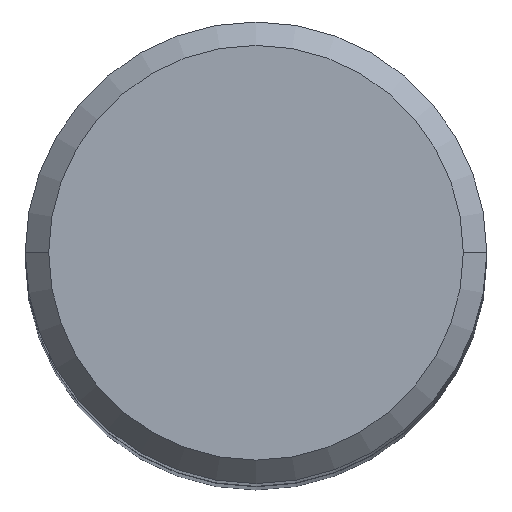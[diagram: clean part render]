
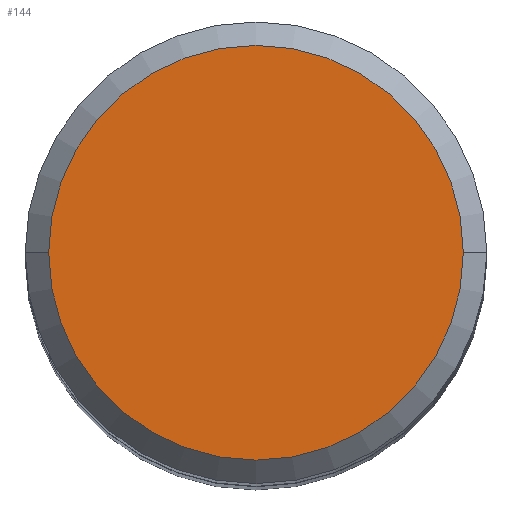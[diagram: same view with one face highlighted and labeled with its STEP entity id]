
A CAD part, top view. The second image highlights one B-rep face of the part: STEP entity #144.
In plain terms, the highlighted planar face has unit normal (0, 0, 1).
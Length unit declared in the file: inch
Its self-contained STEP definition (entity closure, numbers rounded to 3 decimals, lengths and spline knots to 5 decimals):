
#21 = CIRCLE ( 'NONE', #201, 0.17685 ) ;
#49 = DIRECTION ( 'NONE',  ( 0., 0., 1. ) ) ;
#54 = DIRECTION ( 'NONE',  ( 1., 0., 0. ) ) ;
#65 = FACE_OUTER_BOUND ( 'NONE', #462, .T. ) ;
#71 = AXIS2_PLACEMENT_3D ( 'NONE', #365, #49, #54 ) ;
#76 = PLANE ( 'NONE',  #280 ) ;
#94 = ORIENTED_EDGE ( 'NONE', *, *, #497, .T. ) ;
#111 = VERTEX_POINT ( 'NONE', #188 ) ;
#144 = ADVANCED_FACE ( 'NONE', ( #65 ), #76, .F. ) ;
#188 = CARTESIAN_POINT ( 'NONE',  ( -0.17685, 0., 0. ) ) ;
#192 = CARTESIAN_POINT ( 'NONE',  ( 0.17685, 0., 0. ) ) ;
#201 = AXIS2_PLACEMENT_3D ( 'NONE', #295, #404, #453 ) ;
#213 = ORIENTED_EDGE ( 'NONE', *, *, #479, .T. ) ;
#216 = VERTEX_POINT ( 'NONE', #192 ) ;
#225 = CARTESIAN_POINT ( 'NONE',  ( 0., 0.17685, 0. ) ) ;
#280 = AXIS2_PLACEMENT_3D ( 'NONE', #225, #311, #382 ) ;
#295 = CARTESIAN_POINT ( 'NONE',  ( 0., 0., 0. ) ) ;
#308 = CIRCLE ( 'NONE', #71, 0.17685 ) ;
#311 = DIRECTION ( 'NONE',  ( 0., 0., -1. ) ) ;
#365 = CARTESIAN_POINT ( 'NONE',  ( 0., 0., 0. ) ) ;
#382 = DIRECTION ( 'NONE',  ( -1., 0., 0. ) ) ;
#404 = DIRECTION ( 'NONE',  ( 0., 0., 1. ) ) ;
#453 = DIRECTION ( 'NONE',  ( 1., 0., 0. ) ) ;
#462 = EDGE_LOOP ( 'NONE', ( #213, #94 ) ) ;
#479 = EDGE_CURVE ( 'NONE', #111, #216, #21, .T. ) ;
#497 = EDGE_CURVE ( 'NONE', #216, #111, #308, .T. ) ;
